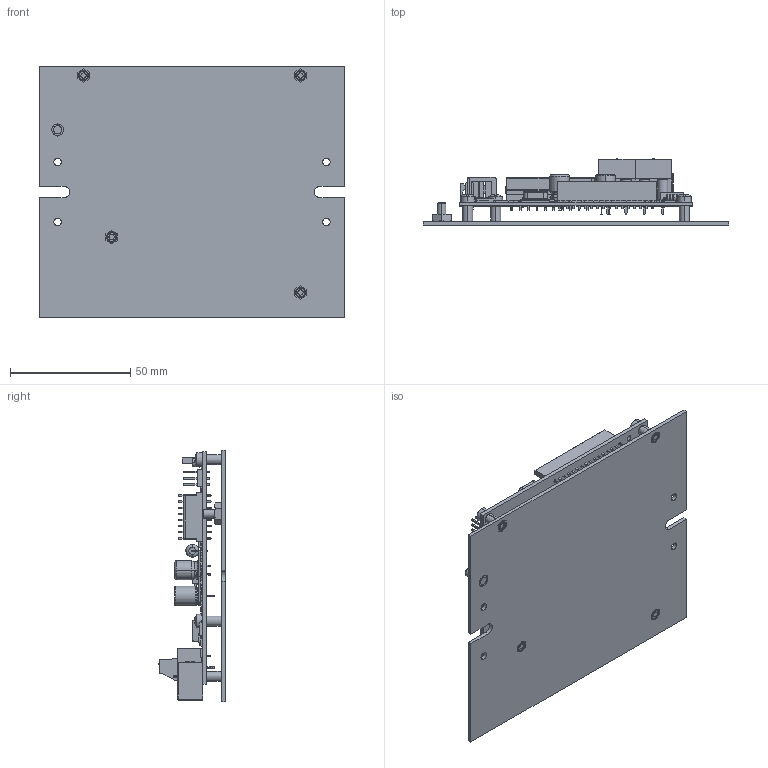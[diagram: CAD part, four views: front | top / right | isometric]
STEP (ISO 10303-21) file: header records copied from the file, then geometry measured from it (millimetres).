
FILE_DESCRIPTION(/* description */ ('Alibre Inc.'),/* implementation_level */ '2;1');
FILE_NAME(/* name */ 'export-A61D2D42-7BF1-4D48-87CA-0630EBB761EA',/* time_stamp */ '2022-01-18T15:27:29-05:00',/* author */ (''),/* organization */ (''),/* preprocessor_version */ 'ST-DEVELOPER v17',/* originating_system */ 'Alibre',/* authorisation */ '');
FILE_SCHEMA (('AUTOMOTIVE_DESIGN'));
Length unit declared in the file: inch
Bounding box: 127 x 27.82 x 104.78 mm (x, y, z)
Volume: 53200.1 mm3; surface area: 66139.6 mm2
Topology: 139 solids, 139 shells, 8124 faces, 20599 edges, 13362 vertices
Faces by surface type: plane 6096, cylinder 1209, bspline 609, cone 82, torus 82, sphere 46
Entity records: 141180 total; most frequent: CARTESIAN_POINT 28755, ORIENTED_EDGE 23496, DIRECTION 19523, EDGE_CURVE 11748, VECTOR 9173, LINE 9173, VERTEX_POINT 7514, AXIS2_PLACEMENT_3D 6872
